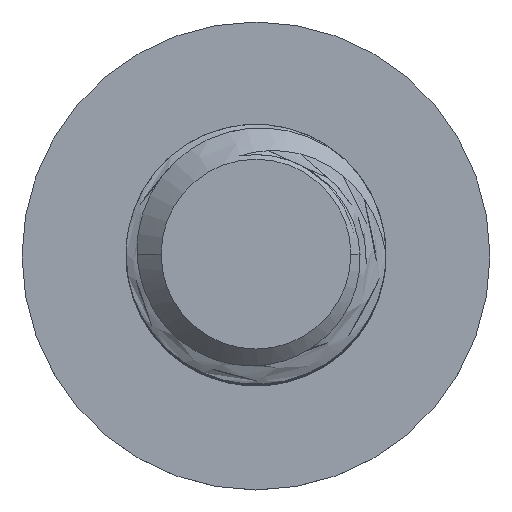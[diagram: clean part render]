
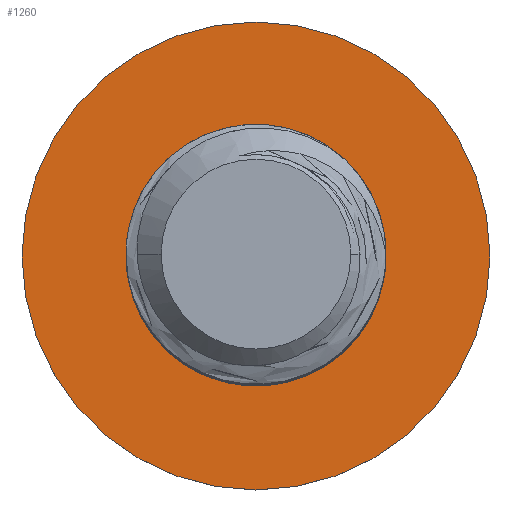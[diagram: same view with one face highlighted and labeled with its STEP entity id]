
A CAD part, top view. The second image highlights one B-rep face of the part: STEP entity #1260.
In plain terms, the highlighted face is planar.
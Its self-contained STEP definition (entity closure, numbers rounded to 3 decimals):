
#23=FACE_BOUND('',#229,.T.);
#32=PLANE('',#1369);
#67=CIRCLE('',#1330,1.25);
#68=CIRCLE('',#1332,1.25);
#69=CIRCLE('',#1334,2.25);
#85=CIRCLE('',#1368,2.25);
#86=CIRCLE('',#1370,1.25);
#87=CIRCLE('',#1371,1.25);
#154=FACE_OUTER_BOUND('',#228,.T.);
#228=EDGE_LOOP('',(#1025,#1026));
#229=EDGE_LOOP('',(#1027,#1028,#1029,#1030));
#543=VERTEX_POINT('',#2618);
#544=VERTEX_POINT('',#2620);
#546=VERTEX_POINT('',#2631);
#548=VERTEX_POINT('',#2657);
#549=VERTEX_POINT('',#2658);
#570=VERTEX_POINT('',#2776);
#708=EDGE_CURVE('',#543,#544,#67,.T.);
#711=EDGE_CURVE('',#544,#546,#68,.T.);
#714=EDGE_CURVE('',#548,#549,#69,.T.);
#752=EDGE_CURVE('',#549,#548,#85,.T.);
#753=EDGE_CURVE('',#546,#570,#86,.T.);
#754=EDGE_CURVE('',#570,#543,#87,.T.);
#1025=ORIENTED_EDGE('',*,*,#714,.F.);
#1026=ORIENTED_EDGE('',*,*,#752,.F.);
#1027=ORIENTED_EDGE('',*,*,#753,.F.);
#1028=ORIENTED_EDGE('',*,*,#711,.F.);
#1029=ORIENTED_EDGE('',*,*,#708,.F.);
#1030=ORIENTED_EDGE('',*,*,#754,.F.);
#1260=ADVANCED_FACE('',(#154,#23),#32,.T.);
#1330=AXIS2_PLACEMENT_3D('',#2621,#1522,#1523);
#1332=AXIS2_PLACEMENT_3D('',#2632,#1527,#1528);
#1334=AXIS2_PLACEMENT_3D('',#2659,#1531,#1532);
#1368=AXIS2_PLACEMENT_3D('',#2774,#1614,#1615);
#1369=AXIS2_PLACEMENT_3D('',#2775,#1616,#1617);
#1370=AXIS2_PLACEMENT_3D('',#2777,#1618,#1619);
#1371=AXIS2_PLACEMENT_3D('',#2778,#1620,#1621);
#1522=DIRECTION('center_axis',(0.,0.,-1.));
#1523=DIRECTION('ref_axis',(-1.,0.,0.));
#1527=DIRECTION('center_axis',(0.,0.,-1.));
#1528=DIRECTION('ref_axis',(-1.,0.,0.));
#1531=DIRECTION('center_axis',(0.,0.,1.));
#1532=DIRECTION('ref_axis',(1.,0.,0.));
#1614=DIRECTION('center_axis',(0.,0.,1.));
#1615=DIRECTION('ref_axis',(1.,0.,0.));
#1616=DIRECTION('center_axis',(0.,0.,-1.));
#1617=DIRECTION('ref_axis',(-1.,0.,0.));
#1618=DIRECTION('center_axis',(0.,0.,-1.));
#1619=DIRECTION('ref_axis',(-1.,0.,0.));
#1620=DIRECTION('center_axis',(0.,0.,-1.));
#1621=DIRECTION('ref_axis',(-1.,0.,0.));
#2618=CARTESIAN_POINT('',(1.25,0.,-1.5));
#2620=CARTESIAN_POINT('',(-1.25,0.,-1.5));
#2621=CARTESIAN_POINT('Origin',(0.,0.,-1.5));
#2631=CARTESIAN_POINT('',(-1.233,0.208,-1.5));
#2632=CARTESIAN_POINT('Origin',(0.,0.,-1.5));
#2657=CARTESIAN_POINT('',(2.25,0.,-1.5));
#2658=CARTESIAN_POINT('',(-2.25,0.,-1.5));
#2659=CARTESIAN_POINT('Origin',(0.,0.,-1.5));
#2774=CARTESIAN_POINT('Origin',(0.,0.,-1.5));
#2775=CARTESIAN_POINT('Origin',(2.25,0.,-1.5));
#2776=CARTESIAN_POINT('',(-0.713,1.027,-1.5));
#2777=CARTESIAN_POINT('Origin',(0.,0.,-1.5));
#2778=CARTESIAN_POINT('Origin',(0.,0.,-1.5));
